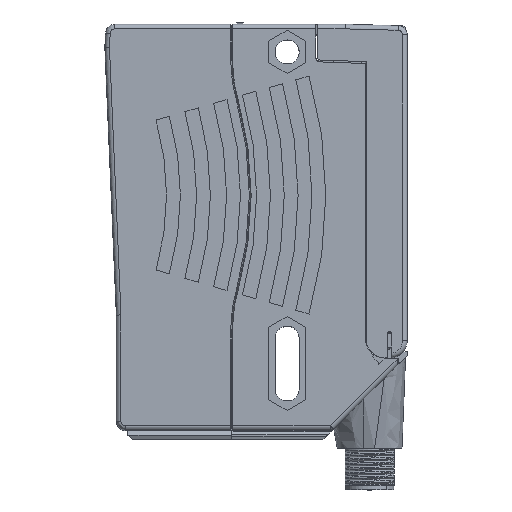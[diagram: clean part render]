
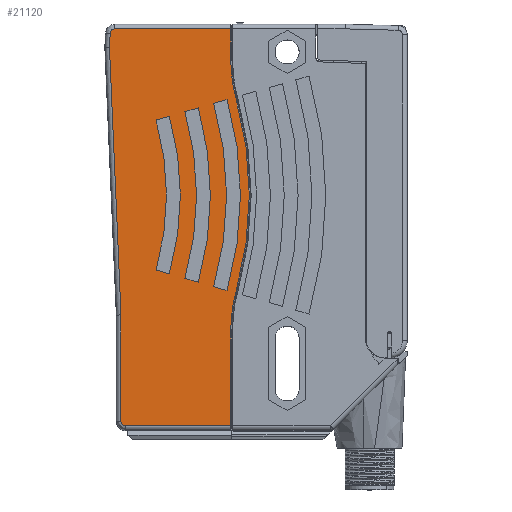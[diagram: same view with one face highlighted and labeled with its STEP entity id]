
A CAD part, top view. The second image highlights one B-rep face of the part: STEP entity #21120.
In plain terms, the highlighted planar face has unit normal (0, 0, 1).
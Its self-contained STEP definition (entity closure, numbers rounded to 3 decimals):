
#6121=DIRECTION('',(0.,-1.,0.));
#6122=VECTOR('',#6121,7.);
#6123=CARTESIAN_POINT('',(-5.2,21.,12.9));
#6124=LINE('',#6123,#6122);
#6125=CARTESIAN_POINT('',(25.,14.,12.9));
#6126=DIRECTION('',(0.,0.,1.));
#6127=DIRECTION('',(-1.,0.,0.));
#6128=AXIS2_PLACEMENT_3D('',#6125,#6126,#6127);
#6130=CARTESIAN_POINT('',(-78.125,-15.,12.9));
#6131=DIRECTION('',(0.,0.,-1.));
#6132=DIRECTION('',(0.963,0.271,0.));
#6133=AXIS2_PLACEMENT_3D('',#6130,#6131,#6132);
#6135=CARTESIAN_POINT('',(25.,-44.,12.9));
#6136=DIRECTION('',(0.,0.,1.));
#6137=DIRECTION('',(-0.963,0.271,0.));
#6138=AXIS2_PLACEMENT_3D('',#6135,#6136,#6137);
#6140=DIRECTION('',(0.,1.,0.));
#6141=VECTOR('',#6140,21.);
#6142=CARTESIAN_POINT('',(-5.2,-65.,12.9));
#6143=LINE('',#6142,#6141);
#6144=DIRECTION('',(0.961,-0.276,0.));
#6145=VECTOR('',#6144,3.);
#6146=CARTESIAN_POINT('',(-21.411,-31.263,12.9));
#6147=LINE('',#6146,#6145);
#6148=CARTESIAN_POINT('',(-78.125,-15.,12.9));
#6149=DIRECTION('',(0.,0.,1.));
#6150=DIRECTION('',(0.961,-0.276,0.));
#6151=AXIS2_PLACEMENT_3D('',#6148,#6149,#6150);
#6153=DIRECTION('',(-0.961,-0.276,0.));
#6154=VECTOR('',#6153,3.);
#6155=CARTESIAN_POINT('',(-18.527,2.09,12.9));
#6156=LINE('',#6155,#6154);
#6157=CARTESIAN_POINT('',(-78.125,-15.,12.9));
#6158=DIRECTION('',(0.,0.,1.));
#6159=DIRECTION('',(0.961,-0.276,0.));
#6160=AXIS2_PLACEMENT_3D('',#6157,#6158,#6159);
#6162=DIRECTION('',(0.961,-0.276,0.));
#6163=VECTOR('',#6162,3.);
#6164=CARTESIAN_POINT('',(-15.162,-33.054,12.9));
#6165=LINE('',#6164,#6163);
#6166=CARTESIAN_POINT('',(-78.125,-15.,12.9));
#6167=DIRECTION('',(0.,0.,1.));
#6168=DIRECTION('',(0.961,-0.276,0.));
#6169=AXIS2_PLACEMENT_3D('',#6166,#6167,#6168);
#6171=DIRECTION('',(-0.961,-0.276,0.));
#6172=VECTOR('',#6171,3.);
#6173=CARTESIAN_POINT('',(-12.279,3.881,12.9));
#6174=LINE('',#6173,#6172);
#6175=CARTESIAN_POINT('',(-78.125,-15.,12.9));
#6176=DIRECTION('',(0.,0.,1.));
#6177=DIRECTION('',(0.961,-0.276,0.));
#6178=AXIS2_PLACEMENT_3D('',#6175,#6176,#6177);
#6180=DIRECTION('',(0.961,-0.276,0.));
#6181=VECTOR('',#6180,3.);
#6182=CARTESIAN_POINT('',(-8.914,-34.846,12.9));
#6183=LINE('',#6182,#6181);
#6184=CARTESIAN_POINT('',(-78.125,-15.,12.9));
#6185=DIRECTION('',(0.,0.,1.));
#6186=DIRECTION('',(0.961,-0.276,0.));
#6187=AXIS2_PLACEMENT_3D('',#6184,#6185,#6186);
#6189=DIRECTION('',(-0.961,-0.276,0.));
#6190=VECTOR('',#6189,3.);
#6191=CARTESIAN_POINT('',(-6.03,5.673,12.9));
#6192=LINE('',#6191,#6190);
#6193=CARTESIAN_POINT('',(-78.125,-15.,12.9));
#6194=DIRECTION('',(0.,0.,1.));
#6195=DIRECTION('',(0.961,-0.276,0.));
#6196=AXIS2_PLACEMENT_3D('',#6193,#6194,#6195);
#6198=DIRECTION('',(-1.,0.,0.));
#6199=VECTOR('',#6198,25.14);
#6200=CARTESIAN_POINT('',(-5.2,21.,12.9));
#6201=LINE('',#6200,#6199);
#6211=CARTESIAN_POINT('',(-30.34,20.,12.9));
#6212=DIRECTION('',(0.,0.,1.));
#6213=DIRECTION('',(0.,1.,0.));
#6214=AXIS2_PLACEMENT_3D('',#6211,#6212,#6213);
#6226=DIRECTION('',(-0.052,-0.999,0.));
#6227=VECTOR('',#6226,3.061);
#6228=CARTESIAN_POINT('',(-31.339,20.052,12.9));
#6229=LINE('',#6228,#6227);
#6253=DIRECTION('',(0.043,-0.999,0.));
#6254=VECTOR('',#6253,58.028);
#6255=CARTESIAN_POINT('',(-31.499,16.995,12.9));
#6256=LINE('',#6255,#6254);
#6261=DIRECTION('',(0.,-1.,0.));
#6262=VECTOR('',#6261,23.022);
#6263=CARTESIAN_POINT('',(-29.,-40.978,12.9));
#6264=LINE('',#6263,#6262);
#6288=CARTESIAN_POINT('',(-28.,-64.,12.9));
#6289=DIRECTION('',(0.,0.,1.));
#6290=DIRECTION('',(-1.,0.,0.));
#6291=AXIS2_PLACEMENT_3D('',#6288,#6289,#6290);
#6303=DIRECTION('',(1.,0.,0.));
#6304=VECTOR('',#6303,22.8);
#6305=CARTESIAN_POINT('',(-28.,-65.,12.9));
#6306=LINE('',#6305,#6304);
#13222=CARTESIAN_POINT('',(-29.,-40.978,12.9));
#13223=CARTESIAN_POINT('',(-29.,-64.,12.9));
#13224=VERTEX_POINT('',#13222);
#13225=VERTEX_POINT('',#13223);
#13230=CARTESIAN_POINT('',(-28.,-65.,12.9));
#13231=VERTEX_POINT('',#13230);
#13246=CARTESIAN_POINT('',(-30.34,21.,12.9));
#13248=VERTEX_POINT('',#13246);
#13262=CARTESIAN_POINT('',(-31.339,20.052,12.9));
#13263=VERTEX_POINT('',#13262);
#13310=CARTESIAN_POINT('',(-21.411,-31.263,12.9));
#13311=CARTESIAN_POINT('',(-18.527,-32.09,12.9));
#13312=VERTEX_POINT('',#13310);
#13313=VERTEX_POINT('',#13311);
#13314=CARTESIAN_POINT('',(-18.527,2.09,12.9));
#13315=VERTEX_POINT('',#13314);
#13316=CARTESIAN_POINT('',(-21.411,1.263,12.9));
#13317=VERTEX_POINT('',#13316);
#13318=CARTESIAN_POINT('',(-15.162,-33.054,12.9));
#13319=CARTESIAN_POINT('',(-12.279,-33.881,12.9));
#13320=VERTEX_POINT('',#13318);
#13321=VERTEX_POINT('',#13319);
#13322=CARTESIAN_POINT('',(-12.279,3.881,12.9));
#13323=VERTEX_POINT('',#13322);
#13324=CARTESIAN_POINT('',(-15.162,3.054,12.9));
#13325=VERTEX_POINT('',#13324);
#13326=CARTESIAN_POINT('',(-8.914,-34.846,12.9));
#13327=CARTESIAN_POINT('',(-6.03,-35.673,12.9));
#13328=VERTEX_POINT('',#13326);
#13329=VERTEX_POINT('',#13327);
#13330=CARTESIAN_POINT('',(-6.03,5.673,12.9));
#13331=VERTEX_POINT('',#13330);
#13332=CARTESIAN_POINT('',(-8.914,4.846,12.9));
#13333=VERTEX_POINT('',#13332);
#13382=CARTESIAN_POINT('',(-31.499,16.995,12.9));
#13383=VERTEX_POINT('',#13382);
#13410=CARTESIAN_POINT('',(-5.2,21.,12.9));
#13411=VERTEX_POINT('',#13410);
#13414=CARTESIAN_POINT('',(-5.2,-65.,12.9));
#13415=VERTEX_POINT('',#13414);
#13438=CARTESIAN_POINT('',(-5.2,14.,12.9));
#13439=VERTEX_POINT('',#13438);
#13440=CARTESIAN_POINT('',(-4.072,5.825,12.9));
#13441=VERTEX_POINT('',#13440);
#13442=CARTESIAN_POINT('',(-4.072,-35.825,12.9));
#13443=VERTEX_POINT('',#13442);
#13444=CARTESIAN_POINT('',(-5.2,-44.,12.9));
#13445=VERTEX_POINT('',#13444);
#21064=CARTESIAN_POINT('',(-30.,2.,12.9));
#21065=DIRECTION('',(0.,0.,1.));
#21066=DIRECTION('',(1.,0.,0.));
#21067=AXIS2_PLACEMENT_3D('',#21064,#21065,#21066);
#21068=PLANE('',#21067);
#21070=ORIENTED_EDGE('',*,*,#21069,.F.);
#21071=ORIENTED_EDGE('',*,*,#20935,.T.);
#21072=ORIENTED_EDGE('',*,*,#20976,.T.);
#21073=ORIENTED_EDGE('',*,*,#20991,.T.);
#21074=ORIENTED_EDGE('',*,*,#21032,.T.);
#21075=ORIENTED_EDGE('',*,*,#21046,.F.);
#21077=ORIENTED_EDGE('',*,*,#21076,.F.);
#21079=ORIENTED_EDGE('',*,*,#21078,.F.);
#21081=ORIENTED_EDGE('',*,*,#21080,.F.);
#21083=ORIENTED_EDGE('',*,*,#21082,.F.);
#21085=ORIENTED_EDGE('',*,*,#21084,.F.);
#21087=ORIENTED_EDGE('',*,*,#21086,.F.);
#21088=EDGE_LOOP('',(#21070,#21071,#21072,#21073,#21074,#21075,#21077,#21079,
#21081,#21083,#21085,#21087));
#21089=FACE_OUTER_BOUND('',#21088,.F.);
#21091=ORIENTED_EDGE('',*,*,#21090,.T.);
#21093=ORIENTED_EDGE('',*,*,#21092,.T.);
#21095=ORIENTED_EDGE('',*,*,#21094,.T.);
#21097=ORIENTED_EDGE('',*,*,#21096,.F.);
#21098=EDGE_LOOP('',(#21091,#21093,#21095,#21097));
#21099=FACE_BOUND('',#21098,.F.);
#21101=ORIENTED_EDGE('',*,*,#21100,.T.);
#21103=ORIENTED_EDGE('',*,*,#21102,.T.);
#21105=ORIENTED_EDGE('',*,*,#21104,.T.);
#21107=ORIENTED_EDGE('',*,*,#21106,.F.);
#21108=EDGE_LOOP('',(#21101,#21103,#21105,#21107));
#21109=FACE_BOUND('',#21108,.F.);
#21111=ORIENTED_EDGE('',*,*,#21110,.T.);
#21113=ORIENTED_EDGE('',*,*,#21112,.T.);
#21115=ORIENTED_EDGE('',*,*,#21114,.T.);
#21117=ORIENTED_EDGE('',*,*,#21116,.F.);
#21118=EDGE_LOOP('',(#21111,#21113,#21115,#21117));
#21119=FACE_BOUND('',#21118,.F.);
#21120=ADVANCED_FACE('',(#21089,#21099,#21109,#21119),#21068,.T.);
#6129=CIRCLE('',#6128,30.2);
#6134=CIRCLE('',#6133,76.925);
#6139=CIRCLE('',#6138,30.2);
#6152=CIRCLE('',#6151,62.);
#6161=CIRCLE('',#6160,59.);
#6170=CIRCLE('',#6169,68.5);
#6179=CIRCLE('',#6178,65.5);
#6188=CIRCLE('',#6187,75.);
#6197=CIRCLE('',#6196,72.);
#6215=CIRCLE('',#6214,1.);
#6292=CIRCLE('',#6291,1.);
#20935=EDGE_CURVE('',#13411,#13439,#6124,.T.);
#20976=EDGE_CURVE('',#13439,#13441,#6129,.T.);
#20991=EDGE_CURVE('',#13441,#13443,#6134,.T.);
#21032=EDGE_CURVE('',#13443,#13445,#6139,.T.);
#21046=EDGE_CURVE('',#13415,#13445,#6143,.T.);
#21069=EDGE_CURVE('',#13411,#13248,#6201,.T.);
#21076=EDGE_CURVE('',#13231,#13415,#6306,.T.);
#21078=EDGE_CURVE('',#13225,#13231,#6292,.T.);
#21080=EDGE_CURVE('',#13224,#13225,#6264,.T.);
#21082=EDGE_CURVE('',#13383,#13224,#6256,.T.);
#21084=EDGE_CURVE('',#13263,#13383,#6229,.T.);
#21086=EDGE_CURVE('',#13248,#13263,#6215,.T.);
#21090=EDGE_CURVE('',#13312,#13313,#6147,.T.);
#21092=EDGE_CURVE('',#13313,#13315,#6152,.T.);
#21094=EDGE_CURVE('',#13315,#13317,#6156,.T.);
#21096=EDGE_CURVE('',#13312,#13317,#6161,.T.);
#21100=EDGE_CURVE('',#13320,#13321,#6165,.T.);
#21102=EDGE_CURVE('',#13321,#13323,#6170,.T.);
#21104=EDGE_CURVE('',#13323,#13325,#6174,.T.);
#21106=EDGE_CURVE('',#13320,#13325,#6179,.T.);
#21110=EDGE_CURVE('',#13328,#13329,#6183,.T.);
#21112=EDGE_CURVE('',#13329,#13331,#6188,.T.);
#21114=EDGE_CURVE('',#13331,#13333,#6192,.T.);
#21116=EDGE_CURVE('',#13328,#13333,#6197,.T.);
